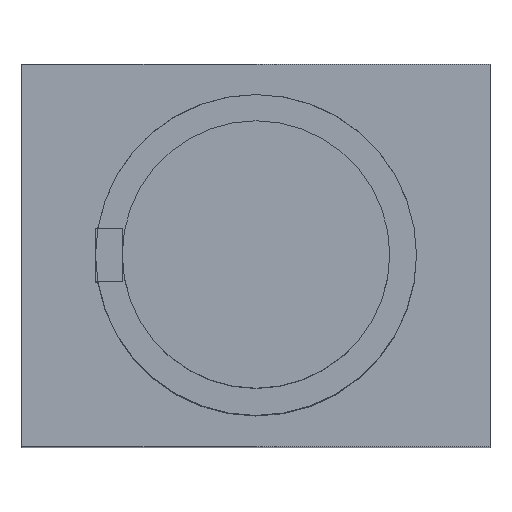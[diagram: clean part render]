
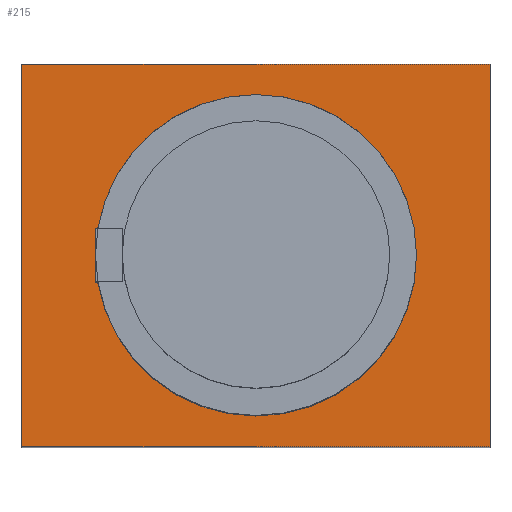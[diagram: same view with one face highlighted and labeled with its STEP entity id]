
A CAD part, top view. The second image highlights one B-rep face of the part: STEP entity #215.
In plain terms, the highlighted planar face has unit normal (0, 0, 1).
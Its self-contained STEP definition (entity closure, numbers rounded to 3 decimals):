
#86 = VERTEX_POINT('',#87);
#87 = CARTESIAN_POINT('',(0.,0.,18.));
#102 = VERTEX_POINT('',#103);
#103 = CARTESIAN_POINT('',(0.,14.3,18.));
#109 = EDGE_CURVE('',#86,#102,#110,.T.);
#110 = LINE('',#111,#112);
#111 = CARTESIAN_POINT('',(0.,0.,18.));
#112 = VECTOR('',#113,1.);
#113 = DIRECTION('',(-0.,1.,0.));
#126 = VERTEX_POINT('',#127);
#127 = CARTESIAN_POINT('',(17.5,0.,18.));
#142 = VERTEX_POINT('',#143);
#143 = CARTESIAN_POINT('',(17.5,14.3,18.));
#149 = EDGE_CURVE('',#126,#142,#150,.T.);
#150 = LINE('',#151,#152);
#151 = CARTESIAN_POINT('',(17.5,0.,18.));
#152 = VECTOR('',#153,1.);
#153 = DIRECTION('',(-0.,1.,0.));
#170 = EDGE_CURVE('',#86,#126,#171,.T.);
#171 = LINE('',#172,#173);
#172 = CARTESIAN_POINT('',(0.,0.,18.));
#173 = VECTOR('',#174,1.);
#174 = DIRECTION('',(1.,0.,-0.));
#192 = EDGE_CURVE('',#102,#142,#193,.T.);
#193 = LINE('',#194,#195);
#194 = CARTESIAN_POINT('',(0.,14.3,18.));
#195 = VECTOR('',#196,1.);
#196 = DIRECTION('',(1.,0.,-0.));
#215 = ADVANCED_FACE('',(#216),#222,.T.);
#216 = FACE_BOUND('',#217,.T.);
#217 = EDGE_LOOP('',(#218,#219,#220,#221));
#218 = ORIENTED_EDGE('',*,*,#109,.F.);
#219 = ORIENTED_EDGE('',*,*,#170,.T.);
#220 = ORIENTED_EDGE('',*,*,#149,.T.);
#221 = ORIENTED_EDGE('',*,*,#192,.F.);
#222 = PLANE('',#223);
#223 = AXIS2_PLACEMENT_3D('',#224,#225,#226);
#224 = CARTESIAN_POINT('',(0.,0.,18.));
#225 = DIRECTION('',(0.,0.,1.));
#226 = DIRECTION('',(1.,0.,-0.));
